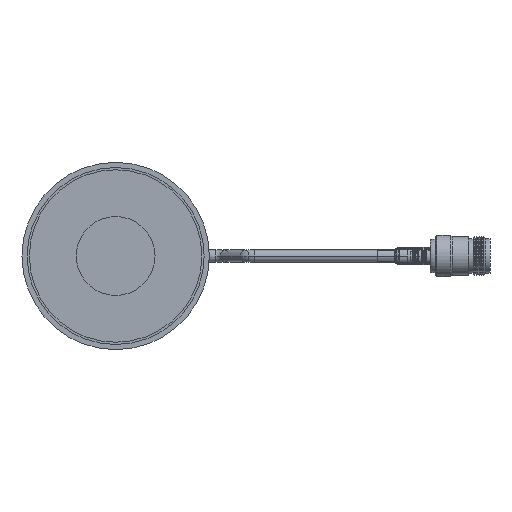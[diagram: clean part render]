
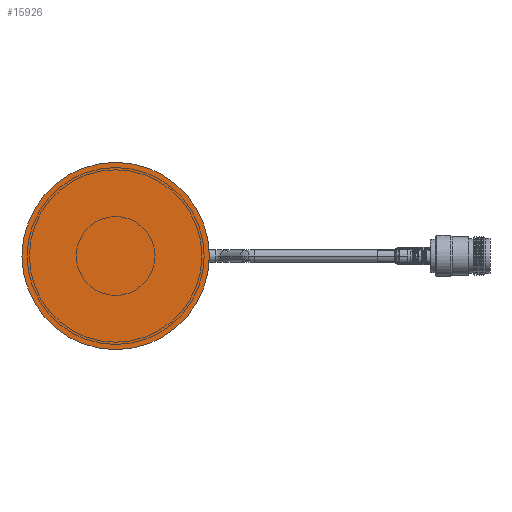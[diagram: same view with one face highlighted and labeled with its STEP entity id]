
A CAD part, front view. The second image highlights one B-rep face of the part: STEP entity #15926.
In plain terms, the highlighted planar face has unit normal (0, -1, 0).
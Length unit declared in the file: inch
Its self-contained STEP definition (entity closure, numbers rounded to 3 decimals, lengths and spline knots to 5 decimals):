
#328 = CARTESIAN_POINT ( 'NONE',  ( 0., -0.00984, 0. ) ) ;
#1212 = CARTESIAN_POINT ( 'NONE',  ( 0., -0.00984, 1.49606 ) ) ;
#2641 = EDGE_CURVE ( 'NONE', #14501, #2911, #21672, .T. ) ;
#2911 = VERTEX_POINT ( 'NONE', #9071 ) ;
#3117 = DIRECTION ( 'NONE',  ( 0., 1., 0. ) ) ;
#3741 = ORIENTED_EDGE ( 'NONE', *, *, #5401, .F. ) ;
#4410 = DIRECTION ( 'NONE',  ( 0., 0., 1. ) ) ;
#5401 = EDGE_CURVE ( 'NONE', #2911, #14501, #18345, .T. ) ;
#6051 = FACE_OUTER_BOUND ( 'NONE', #12671, .T. ) ;
#6660 = AXIS2_PLACEMENT_3D ( 'NONE', #8127, #16401, #24622 ) ;
#8127 = CARTESIAN_POINT ( 'NONE',  ( 0., -0.00984, 0. ) ) ;
#9071 = CARTESIAN_POINT ( 'NONE',  ( 0., -0.00984, -1.49606 ) ) ;
#10157 = DIRECTION ( 'NONE',  ( 0., 1., 0. ) ) ;
#11432 = DIRECTION ( 'NONE',  ( 0., 0., -1. ) ) ;
#12060 = AXIS2_PLACEMENT_3D ( 'NONE', #328, #10157, #4410 ) ;
#12671 = EDGE_LOOP ( 'NONE', ( #3741, #14541 ) ) ;
#14501 = VERTEX_POINT ( 'NONE', #1212 ) ;
#14541 = ORIENTED_EDGE ( 'NONE', *, *, #2641, .F. ) ;
#15926 = ADVANCED_FACE ( 'NONE', ( #6051 ), #24866, .F. ) ;
#16401 = DIRECTION ( 'NONE',  ( 0., 1., 0. ) ) ;
#16508 = AXIS2_PLACEMENT_3D ( 'NONE', #24121, #3117, #11432 ) ;
#18345 = CIRCLE ( 'NONE', #6660, 1.49606 ) ;
#21672 = CIRCLE ( 'NONE', #16508, 1.49606 ) ;
#24121 = CARTESIAN_POINT ( 'NONE',  ( 0., -0.00984, 0. ) ) ;
#24622 = DIRECTION ( 'NONE',  ( 0., 0., -1. ) ) ;
#24866 = PLANE ( 'NONE',  #12060 ) ;
